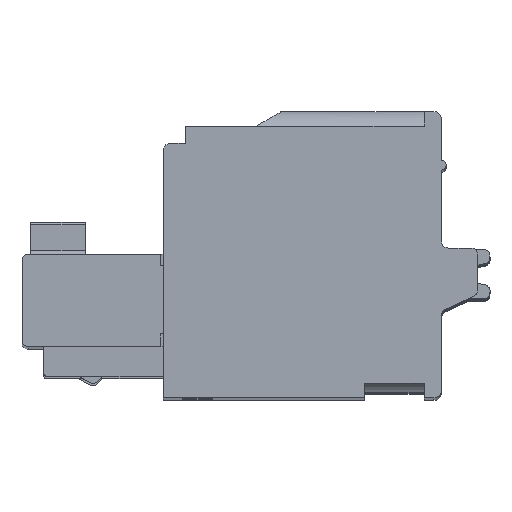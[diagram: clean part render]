
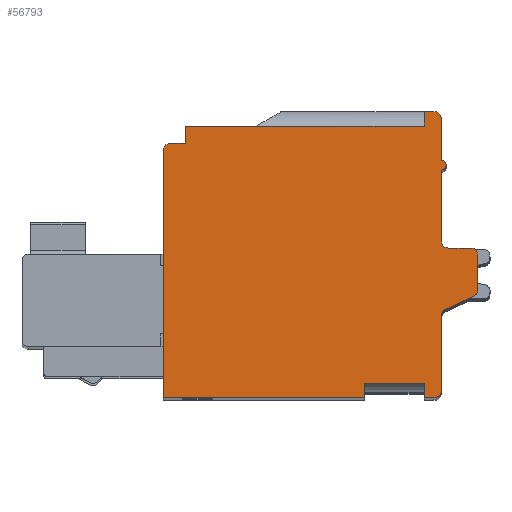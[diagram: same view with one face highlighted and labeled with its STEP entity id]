
A CAD part, top view. The second image highlights one B-rep face of the part: STEP entity #56793.
In plain terms, the highlighted planar face has unit normal (0, 0, 1).
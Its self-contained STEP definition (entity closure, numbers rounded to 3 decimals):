
#450=CARTESIAN_POINT('',(0.7,9.55,40.));
#451=DIRECTION('',(0.,0.,1.));
#452=DIRECTION('',(0.,-1.,0.));
#453=AXIS2_PLACEMENT_3D('',#450,#451,#452);
#660=DIRECTION('',(0.,1.,0.));
#661=VECTOR('',#660,2.9);
#662=CARTESIAN_POINT('',(0.7,6.45,40.));
#663=LINE('',#662,#661);
#1128=DIRECTION('',(0.,1.,0.));
#1129=VECTOR('',#1128,3.059);
#1130=CARTESIAN_POINT('',(0.7,0.3,40.));
#1131=LINE('',#1130,#1129);
#4381=DIRECTION('',(0.,-1.,0.));
#4382=VECTOR('',#4381,0.6);
#4383=CARTESIAN_POINT('',(0.,0.6,40.));
#4384=LINE('',#4383,#4382);
#12200=DIRECTION('',(0.,-1.,0.));
#12201=VECTOR('',#12200,0.7);
#12202=CARTESIAN_POINT('',(-9.8,11.15,40.));
#12203=LINE('',#12202,#12201);
#12336=DIRECTION('',(-1.,0.,0.));
#12337=VECTOR('',#12336,9.8);
#12338=CARTESIAN_POINT('',(0.,11.15,40.));
#12339=LINE('',#12338,#12337);
#13634=DIRECTION('',(0.,1.,0.));
#13635=VECTOR('',#13634,10.15);
#13636=CARTESIAN_POINT('',(-10.7,0.,40.));
#13637=LINE('',#13636,#13635);
#13638=CARTESIAN_POINT('',(-10.4,10.15,40.));
#13639=DIRECTION('',(0.,0.,-1.));
#13640=DIRECTION('',(-1.,0.,0.));
#13641=AXIS2_PLACEMENT_3D('',#13638,#13639,#13640);
#13643=DIRECTION('',(1.,0.,0.));
#13644=VECTOR('',#13643,0.6);
#13645=CARTESIAN_POINT('',(-10.4,10.45,40.));
#13646=LINE('',#13645,#13644);
#13647=DIRECTION('',(1.,0.,0.));
#13648=VECTOR('',#13647,0.4);
#13649=CARTESIAN_POINT('',(0.,11.75,40.));
#13650=LINE('',#13649,#13648);
#13651=CARTESIAN_POINT('',(0.4,11.45,40.));
#13652=DIRECTION('',(0.,0.,-1.));
#13653=DIRECTION('',(0.,1.,0.));
#13654=AXIS2_PLACEMENT_3D('',#13651,#13652,#13653);
#13656=DIRECTION('',(0.,-1.,0.));
#13657=VECTOR('',#13656,1.7);
#13658=CARTESIAN_POINT('',(0.7,11.45,40.));
#13659=LINE('',#13658,#13657);
#13660=CARTESIAN_POINT('',(1.,6.45,40.));
#13661=DIRECTION('',(0.,0.,1.));
#13662=DIRECTION('',(-1.,0.,0.));
#13663=AXIS2_PLACEMENT_3D('',#13660,#13661,#13662);
#13665=DIRECTION('',(1.,0.,0.));
#13666=VECTOR('',#13665,0.9);
#13667=CARTESIAN_POINT('',(1.,6.15,40.));
#13668=LINE('',#13667,#13666);
#13669=CARTESIAN_POINT('',(1.9,5.85,40.));
#13670=DIRECTION('',(0.,0.,-1.));
#13671=DIRECTION('',(0.,1.,0.));
#13672=AXIS2_PLACEMENT_3D('',#13669,#13670,#13671);
#13674=DIRECTION('',(0.,-1.,0.));
#13675=VECTOR('',#13674,1.409);
#13676=CARTESIAN_POINT('',(2.2,5.85,40.));
#13677=LINE('',#13676,#13675);
#13678=CARTESIAN_POINT('',(1.9,4.441,40.));
#13679=DIRECTION('',(0.,0.,-1.));
#13680=DIRECTION('',(1.,0.,0.));
#13681=AXIS2_PLACEMENT_3D('',#13678,#13679,#13680);
#13683=DIRECTION('',(-0.906,-0.423,0.));
#13684=VECTOR('',#13683,1.273);
#13685=CARTESIAN_POINT('',(2.027,4.169,40.));
#13686=LINE('',#13685,#13684);
#13687=CARTESIAN_POINT('',(1.,3.359,40.));
#13688=DIRECTION('',(0.,0.,1.));
#13689=DIRECTION('',(-0.423,0.906,0.));
#13690=AXIS2_PLACEMENT_3D('',#13687,#13688,#13689);
#13692=CARTESIAN_POINT('',(0.4,0.3,40.));
#13693=DIRECTION('',(0.,0.,-1.));
#13694=DIRECTION('',(1.,0.,0.));
#13695=AXIS2_PLACEMENT_3D('',#13692,#13693,#13694);
#13697=DIRECTION('',(-1.,0.,0.));
#13698=VECTOR('',#13697,0.4);
#13699=CARTESIAN_POINT('',(0.4,0.,40.));
#13700=LINE('',#13699,#13698);
#13701=DIRECTION('',(0.,-1.,0.));
#13702=VECTOR('',#13701,0.6);
#13703=CARTESIAN_POINT('',(-2.45,0.6,40.));
#13704=LINE('',#13703,#13702);
#13705=DIRECTION('',(-1.,0.,0.));
#13706=VECTOR('',#13705,8.25);
#13707=CARTESIAN_POINT('',(-2.45,0.,40.));
#13708=LINE('',#13707,#13706);
#13940=DIRECTION('',(0.,-1.,0.));
#13941=VECTOR('',#13940,0.6);
#13942=CARTESIAN_POINT('',(0.,11.75,40.));
#13943=LINE('',#13942,#13941);
#14274=DIRECTION('',(1.,0.,0.));
#14275=VECTOR('',#14274,2.45);
#14276=CARTESIAN_POINT('',(-2.45,0.6,40.));
#14277=LINE('',#14276,#14275);
#38503=CARTESIAN_POINT('',(-2.45,0.,40.));
#38504=CARTESIAN_POINT('',(-10.7,0.,40.));
#38505=VERTEX_POINT('',#38503);
#38506=VERTEX_POINT('',#38504);
#38559=CARTESIAN_POINT('',(-10.7,10.15,40.));
#38560=VERTEX_POINT('',#38559);
#38701=CARTESIAN_POINT('',(-9.8,11.15,40.));
#38702=CARTESIAN_POINT('',(-9.8,10.45,40.));
#38703=VERTEX_POINT('',#38701);
#38704=VERTEX_POINT('',#38702);
#38721=CARTESIAN_POINT('',(0.,11.15,40.));
#38722=VERTEX_POINT('',#38721);
#38741=CARTESIAN_POINT('',(0.,11.75,40.));
#38742=CARTESIAN_POINT('',(0.4,11.75,40.));
#38743=VERTEX_POINT('',#38741);
#38744=VERTEX_POINT('',#38742);
#38745=CARTESIAN_POINT('',(0.7,11.45,40.));
#38746=VERTEX_POINT('',#38745);
#38755=CARTESIAN_POINT('',(0.7,9.75,40.));
#38756=VERTEX_POINT('',#38755);
#38765=CARTESIAN_POINT('',(0.7,6.45,40.));
#38766=VERTEX_POINT('',#38765);
#38767=CARTESIAN_POINT('',(0.7,9.35,40.));
#38768=VERTEX_POINT('',#38767);
#38783=CARTESIAN_POINT('',(0.7,0.3,40.));
#38784=CARTESIAN_POINT('',(0.7,3.359,40.));
#38785=VERTEX_POINT('',#38783);
#38786=VERTEX_POINT('',#38784);
#38821=CARTESIAN_POINT('',(0.4,0.,40.));
#38822=VERTEX_POINT('',#38821);
#38823=CARTESIAN_POINT('',(0.,0.,40.));
#38824=VERTEX_POINT('',#38823);
#38826=CARTESIAN_POINT('',(0.,0.6,40.));
#38828=VERTEX_POINT('',#38826);
#38833=CARTESIAN_POINT('',(-2.45,0.6,40.));
#38834=VERTEX_POINT('',#38833);
#38837=CARTESIAN_POINT('',(-10.4,10.45,40.));
#38838=VERTEX_POINT('',#38837);
#38839=CARTESIAN_POINT('',(1.,6.15,40.));
#38840=VERTEX_POINT('',#38839);
#38841=CARTESIAN_POINT('',(1.9,6.15,40.));
#38842=VERTEX_POINT('',#38841);
#38843=CARTESIAN_POINT('',(2.2,5.85,40.));
#38844=VERTEX_POINT('',#38843);
#38845=CARTESIAN_POINT('',(2.2,4.441,40.));
#38846=VERTEX_POINT('',#38845);
#38847=CARTESIAN_POINT('',(2.027,4.169,40.));
#38848=VERTEX_POINT('',#38847);
#38849=CARTESIAN_POINT('',(0.873,3.631,40.));
#38850=VERTEX_POINT('',#38849);
#56750=CARTESIAN_POINT('',(-1.384,8.507,40.));
#56751=DIRECTION('',(0.,0.,1.));
#56752=DIRECTION('',(1.,0.,0.));
#56753=AXIS2_PLACEMENT_3D('',#56750,#56751,#56752);
#56754=PLANE('',#56753);
#56755=ORIENTED_EDGE('',*,*,#47217,.T.);
#56757=ORIENTED_EDGE('',*,*,#56756,.T.);
#56759=ORIENTED_EDGE('',*,*,#56758,.T.);
#56760=ORIENTED_EDGE('',*,*,#54375,.F.);
#56761=ORIENTED_EDGE('',*,*,#54594,.F.);
#56763=ORIENTED_EDGE('',*,*,#56762,.F.);
#56764=ORIENTED_EDGE('',*,*,#56680,.T.);
#56765=ORIENTED_EDGE('',*,*,#56742,.T.);
#56766=ORIENTED_EDGE('',*,*,#39247,.T.);
#56767=ORIENTED_EDGE('',*,*,#39446,.F.);
#56768=ORIENTED_EDGE('',*,*,#39540,.F.);
#56770=ORIENTED_EDGE('',*,*,#56769,.T.);
#56772=ORIENTED_EDGE('',*,*,#56771,.T.);
#56774=ORIENTED_EDGE('',*,*,#56773,.T.);
#56776=ORIENTED_EDGE('',*,*,#56775,.T.);
#56778=ORIENTED_EDGE('',*,*,#56777,.T.);
#56780=ORIENTED_EDGE('',*,*,#56779,.T.);
#56782=ORIENTED_EDGE('',*,*,#56781,.T.);
#56783=ORIENTED_EDGE('',*,*,#39844,.F.);
#56784=ORIENTED_EDGE('',*,*,#43411,.T.);
#56785=ORIENTED_EDGE('',*,*,#43426,.T.);
#56786=ORIENTED_EDGE('',*,*,#43445,.F.);
#56788=ORIENTED_EDGE('',*,*,#56787,.F.);
#56789=ORIENTED_EDGE('',*,*,#43567,.T.);
#56790=ORIENTED_EDGE('',*,*,#43678,.T.);
#56791=EDGE_LOOP('',(#56755,#56757,#56759,#56760,#56761,#56763,#56764,#56765,
#56766,#56767,#56768,#56770,#56772,#56774,#56776,#56778,#56780,#56782,#56783,
#56784,#56785,#56786,#56788,#56789,#56790));
#56792=FACE_OUTER_BOUND('',#56791,.F.);
#454=CIRCLE('',#453,0.2);
#13642=CIRCLE('',#13641,0.3);
#13655=CIRCLE('',#13654,0.3);
#13664=CIRCLE('',#13663,0.3);
#13673=CIRCLE('',#13672,0.3);
#13682=CIRCLE('',#13681,0.3);
#13691=CIRCLE('',#13690,0.3);
#13696=CIRCLE('',#13695,0.3);
#39247=EDGE_CURVE('',#38746,#38756,#13659,.T.);
#39446=EDGE_CURVE('',#38768,#38756,#454,.T.);
#39540=EDGE_CURVE('',#38766,#38768,#663,.T.);
#39844=EDGE_CURVE('',#38785,#38786,#1131,.T.);
#43411=EDGE_CURVE('',#38785,#38822,#13696,.T.);
#43426=EDGE_CURVE('',#38822,#38824,#13700,.T.);
#43445=EDGE_CURVE('',#38828,#38824,#4384,.T.);
#43567=EDGE_CURVE('',#38834,#38505,#13704,.T.);
#43678=EDGE_CURVE('',#38505,#38506,#13708,.T.);
#47217=EDGE_CURVE('',#38506,#38560,#13637,.T.);
#54375=EDGE_CURVE('',#38703,#38704,#12203,.T.);
#54594=EDGE_CURVE('',#38722,#38703,#12339,.T.);
#56680=EDGE_CURVE('',#38743,#38744,#13650,.T.);
#56742=EDGE_CURVE('',#38744,#38746,#13655,.T.);
#56756=EDGE_CURVE('',#38560,#38838,#13642,.T.);
#56758=EDGE_CURVE('',#38838,#38704,#13646,.T.);
#56762=EDGE_CURVE('',#38743,#38722,#13943,.T.);
#56769=EDGE_CURVE('',#38766,#38840,#13664,.T.);
#56771=EDGE_CURVE('',#38840,#38842,#13668,.T.);
#56773=EDGE_CURVE('',#38842,#38844,#13673,.T.);
#56775=EDGE_CURVE('',#38844,#38846,#13677,.T.);
#56777=EDGE_CURVE('',#38846,#38848,#13682,.T.);
#56779=EDGE_CURVE('',#38848,#38850,#13686,.T.);
#56781=EDGE_CURVE('',#38850,#38786,#13691,.T.);
#56787=EDGE_CURVE('',#38834,#38828,#14277,.T.);
#56793=ADVANCED_FACE('',(#56792),#56754,.T.);
